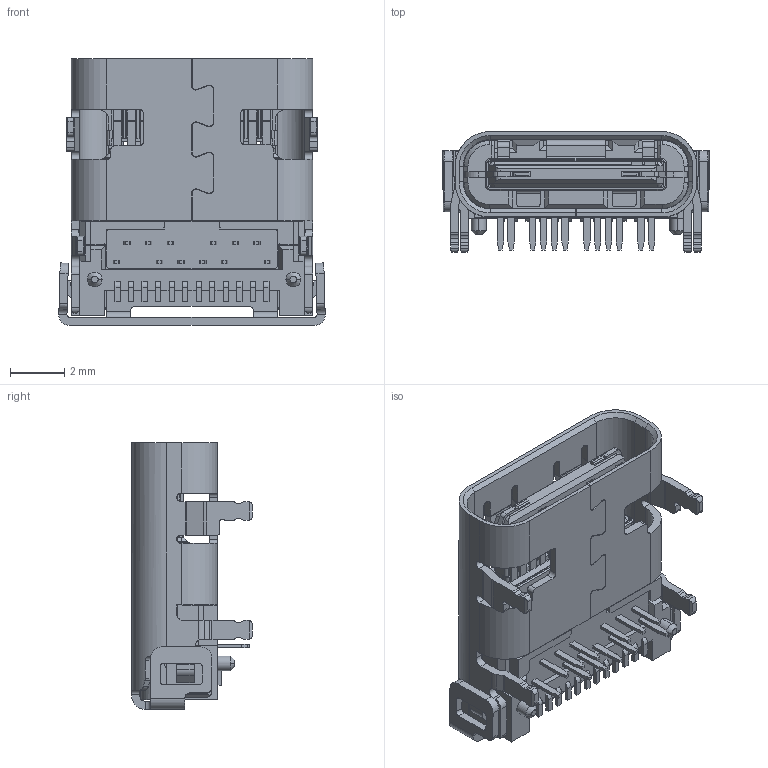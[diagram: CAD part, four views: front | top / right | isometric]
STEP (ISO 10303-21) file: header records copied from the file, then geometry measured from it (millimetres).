
FILE_DESCRIPTION(('CoCreate Modeling STEP Export'),'2;1');
FILE_NAME('d.stp','2017-11-29T18:49:14',(''),(''),'CoCreate Modeling STEP processor for AP214 (Solid Model)','CoCreate Modeling 16.00 13-May-2008 (C) Parametric Technology GmbH','');
FILE_SCHEMA(('AUTOMOTIVE_DESIGN { 1 0 10303 214 1 1 1 1 }'));
Length unit declared in the file: millimetre
Products named in the file (20): MD件; MSBR; 11.stp; 铁片; 挂勾; 弹片; MD_1; LAYER; 端子——DIP; LAYER.1; 半成品_DIP; 半成品-SMt; USB.1; MSBR.1.1.1; 弹片.stp; 前插后贴有缺口.stp.1; 0141010X0-XXXUSB_C_F_TYPE_DIP_SMT_CONN.(铁壳有缺口)-.
stp
Assembly tree (19 placements, depth 8):
  0141010X0-XXXUSB_C_F_TYPE_DIP_SMT_CONN.(铁壳有缺口)-.
stp
    前插后贴有缺口.stp.1
      弹片.stp
        MSBR.1.1.1
      USB.1
        半成品-SMt
          LAYER
            LAYER
        半成品_DIP
          LAYER.1
            端子——DIP
              端子——DIP
                LAYER
            MD_1
        弹片
        挂勾
          铁片
            11.stp
              MSBR
          MD件
Bounding box: 9.85 x 4.46 x 9.87 mm (x, y, z)
Volume: 144.6 mm3; surface area: 929.7 mm2
Topology: 3 solids, 10 shells, 2278 faces, 6561 edges, 4294 vertices
Faces by surface type: plane 1725, cylinder 517, cone 30, bspline 6
Entity records: 72614 total; most frequent: ORIENTED_EDGE 13136, CARTESIAN_POINT 13059, DIRECTION 10828, EDGE_CURVE 6561, VECTOR 5026, LINE 5026, VERTEX_POINT 4294, AXIS2_PLACEMENT_3D 2901
